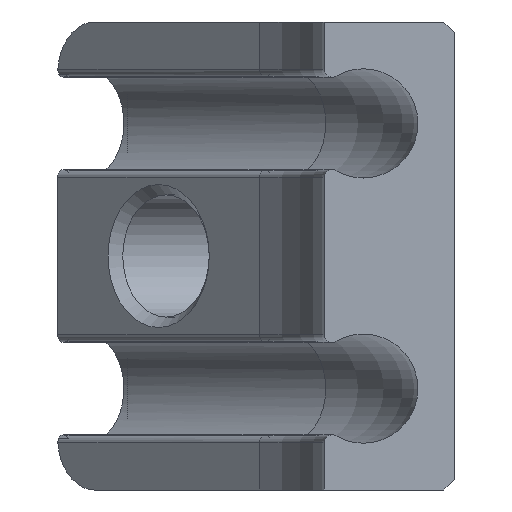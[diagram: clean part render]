
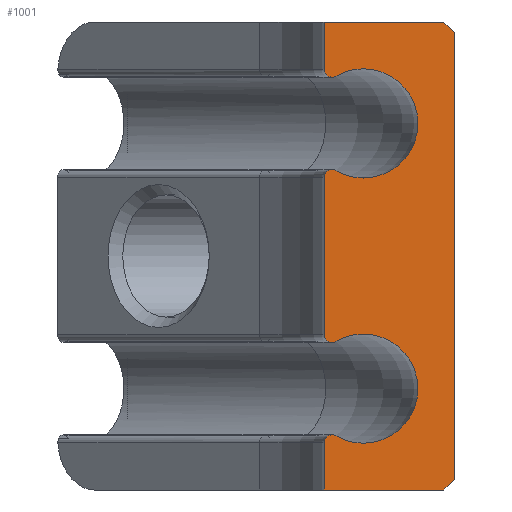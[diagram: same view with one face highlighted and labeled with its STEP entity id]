
A CAD part, left-side view. The second image highlights one B-rep face of the part: STEP entity #1001.
In plain terms, the highlighted planar face has unit normal (-1, 0, 0).
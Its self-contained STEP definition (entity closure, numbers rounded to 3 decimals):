
#73=FACE_OUTER_BOUND('',#138,.T.);
#138=EDGE_LOOP('',(#673,#674,#675,#676,#677,#678,#679,#680,#681,#682,#683,
#684,#685,#686));
#210=CIRCLE('',#1081,0.3);
#211=CIRCLE('',#1082,2.1);
#212=CIRCLE('',#1083,0.3);
#213=CIRCLE('',#1084,0.3);
#214=CIRCLE('',#1085,2.1);
#215=CIRCLE('',#1086,0.3);
#281=LINE('',#1568,#355);
#282=LINE('',#1570,#356);
#283=LINE('',#1572,#357);
#284=LINE('',#1580,#358);
#285=LINE('',#1588,#359);
#286=LINE('',#1590,#360);
#287=LINE('',#1592,#361);
#288=LINE('',#1593,#362);
#355=VECTOR('',#1220,10.);
#356=VECTOR('',#1221,10.);
#357=VECTOR('',#1222,10.);
#358=VECTOR('',#1229,10.);
#359=VECTOR('',#1236,10.);
#360=VECTOR('',#1237,10.);
#361=VECTOR('',#1238,10.);
#362=VECTOR('',#1239,10.);
#429=VERTEX_POINT('',#1566);
#430=VERTEX_POINT('',#1567);
#431=VERTEX_POINT('',#1569);
#432=VERTEX_POINT('',#1571);
#433=VERTEX_POINT('',#1573);
#434=VERTEX_POINT('',#1575);
#435=VERTEX_POINT('',#1577);
#436=VERTEX_POINT('',#1579);
#437=VERTEX_POINT('',#1581);
#438=VERTEX_POINT('',#1583);
#439=VERTEX_POINT('',#1585);
#440=VERTEX_POINT('',#1587);
#441=VERTEX_POINT('',#1589);
#442=VERTEX_POINT('',#1591);
#520=EDGE_CURVE('',#429,#430,#281,.T.);
#521=EDGE_CURVE('',#431,#429,#282,.T.);
#522=EDGE_CURVE('',#432,#431,#283,.T.);
#523=EDGE_CURVE('',#433,#432,#210,.T.);
#524=EDGE_CURVE('',#434,#433,#211,.T.);
#525=EDGE_CURVE('',#435,#434,#212,.T.);
#526=EDGE_CURVE('',#436,#435,#284,.T.);
#527=EDGE_CURVE('',#437,#436,#213,.T.);
#528=EDGE_CURVE('',#438,#437,#214,.T.);
#529=EDGE_CURVE('',#439,#438,#215,.T.);
#530=EDGE_CURVE('',#440,#439,#285,.T.);
#531=EDGE_CURVE('',#441,#440,#286,.T.);
#532=EDGE_CURVE('',#442,#441,#287,.T.);
#533=EDGE_CURVE('',#430,#442,#288,.T.);
#673=ORIENTED_EDGE('',*,*,#520,.F.);
#674=ORIENTED_EDGE('',*,*,#521,.F.);
#675=ORIENTED_EDGE('',*,*,#522,.F.);
#676=ORIENTED_EDGE('',*,*,#523,.F.);
#677=ORIENTED_EDGE('',*,*,#524,.F.);
#678=ORIENTED_EDGE('',*,*,#525,.F.);
#679=ORIENTED_EDGE('',*,*,#526,.F.);
#680=ORIENTED_EDGE('',*,*,#527,.F.);
#681=ORIENTED_EDGE('',*,*,#528,.F.);
#682=ORIENTED_EDGE('',*,*,#529,.F.);
#683=ORIENTED_EDGE('',*,*,#530,.F.);
#684=ORIENTED_EDGE('',*,*,#531,.F.);
#685=ORIENTED_EDGE('',*,*,#532,.F.);
#686=ORIENTED_EDGE('',*,*,#533,.F.);
#979=PLANE('',#1080);
#1001=ADVANCED_FACE('',(#73),#979,.T.);
#1080=AXIS2_PLACEMENT_3D('',#1565,#1218,#1219);
#1081=AXIS2_PLACEMENT_3D('',#1574,#1223,#1224);
#1082=AXIS2_PLACEMENT_3D('',#1576,#1225,#1226);
#1083=AXIS2_PLACEMENT_3D('',#1578,#1227,#1228);
#1084=AXIS2_PLACEMENT_3D('',#1582,#1230,#1231);
#1085=AXIS2_PLACEMENT_3D('',#1584,#1232,#1233);
#1086=AXIS2_PLACEMENT_3D('',#1586,#1234,#1235);
#1218=DIRECTION('center_axis',(-1.,0.,0.));
#1219=DIRECTION('ref_axis',(0.,0.,1.));
#1220=DIRECTION('',(0.,-0.707,-0.707));
#1221=DIRECTION('',(0.,-1.,0.));
#1222=DIRECTION('',(0.,0.,1.));
#1223=DIRECTION('center_axis',(1.,0.,0.));
#1224=DIRECTION('ref_axis',(0.,1.,0.));
#1225=DIRECTION('center_axis',(-1.,0.,0.));
#1226=DIRECTION('ref_axis',(0.,-1.,0.));
#1227=DIRECTION('center_axis',(1.,0.,0.));
#1228=DIRECTION('ref_axis',(0.,-0.5,0.866));
#1229=DIRECTION('',(0.,0.,1.));
#1230=DIRECTION('center_axis',(1.,0.,0.));
#1231=DIRECTION('ref_axis',(0.,1.,0.));
#1232=DIRECTION('center_axis',(-1.,0.,0.));
#1233=DIRECTION('ref_axis',(0.,-1.,0.));
#1234=DIRECTION('center_axis',(1.,0.,0.));
#1235=DIRECTION('ref_axis',(0.,-0.5,0.866));
#1236=DIRECTION('',(0.,0.,1.));
#1237=DIRECTION('',(0.,1.,0.));
#1238=DIRECTION('',(0.,0.707,-0.707));
#1239=DIRECTION('',(0.,0.,-1.));
#1565=CARTESIAN_POINT('Origin',(-25.,8.98,0.));
#1566=CARTESIAN_POINT('',(-25.,0.4,9.));
#1567=CARTESIAN_POINT('',(-25.,0.,8.6));
#1568=CARTESIAN_POINT('',(-25.,0.195,8.795));
#1569=CARTESIAN_POINT('',(-25.,5.,9.));
#1570=CARTESIAN_POINT('',(-25.,4.49,9.));
#1571=CARTESIAN_POINT('',(-25.,5.,7.178));
#1572=CARTESIAN_POINT('',(-25.,5.,0.));
#1573=CARTESIAN_POINT('',(-25.,4.55,6.919));
#1574=CARTESIAN_POINT('Origin',(-25.,4.7,7.178));
#1575=CARTESIAN_POINT('',(-25.,4.55,3.281));
#1576=CARTESIAN_POINT('Origin',(-25.,3.5,5.1));
#1577=CARTESIAN_POINT('',(-25.,5.,3.022));
#1578=CARTESIAN_POINT('Origin',(-25.,4.7,3.022));
#1579=CARTESIAN_POINT('',(-25.,5.,-3.022));
#1580=CARTESIAN_POINT('',(-25.,5.,0.));
#1581=CARTESIAN_POINT('',(-25.,4.55,-3.281));
#1582=CARTESIAN_POINT('Origin',(-25.,4.7,-3.022));
#1583=CARTESIAN_POINT('',(-25.,4.55,-6.919));
#1584=CARTESIAN_POINT('Origin',(-25.,3.5,-5.1));
#1585=CARTESIAN_POINT('',(-25.,5.,-7.178));
#1586=CARTESIAN_POINT('Origin',(-25.,4.7,-7.178));
#1587=CARTESIAN_POINT('',(-25.,5.,-9.));
#1588=CARTESIAN_POINT('',(-25.,5.,0.));
#1589=CARTESIAN_POINT('',(-25.,0.4,-9.));
#1590=CARTESIAN_POINT('',(-25.,4.49,-9.));
#1591=CARTESIAN_POINT('',(-25.,0.,-8.6));
#1592=CARTESIAN_POINT('',(-25.,0.195,-8.795));
#1593=CARTESIAN_POINT('',(-25.,0.,0.));
